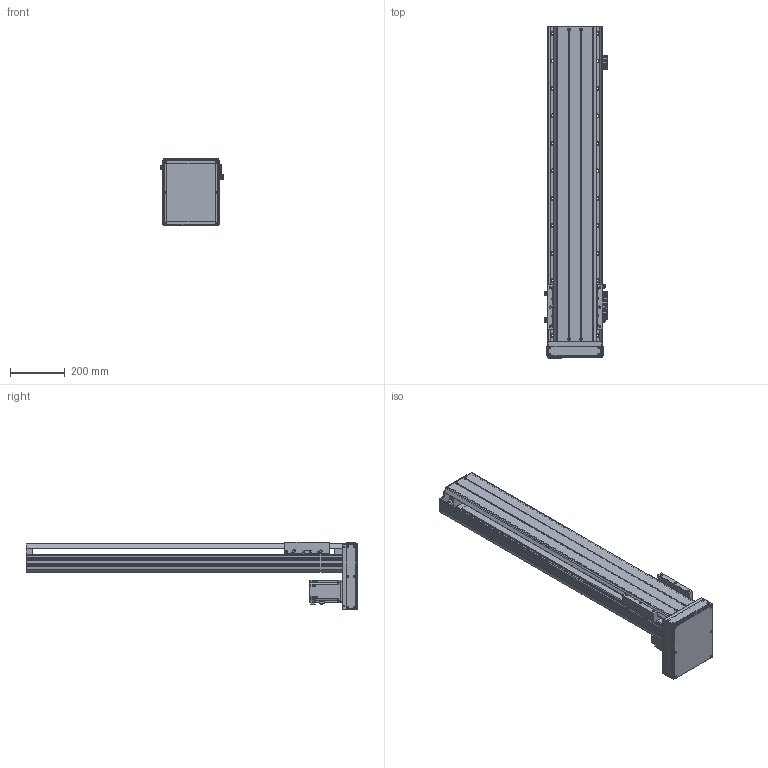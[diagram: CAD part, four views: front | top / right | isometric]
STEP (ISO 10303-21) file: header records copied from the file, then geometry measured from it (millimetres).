
FILE_DESCRIPTION(/* description */ ('MANUFACTURE'),/* implementation_level */ '2;1');
FILE_NAME(/* name */ 'HG200-D70-N-0900-R10.stp',/* time_stamp */ '2024-04-05T12:58:02+09:00',/* author */ ('User'),/* organization */ (''),/* preprocessor_version */ 'ST-DEVELOPER v18.1',/* originating_system */ 'Autodesk Inventor 2022',/* authorisation */ 'LIP');
FILE_SCHEMA (('AUTOMOTIVE_DESIGN { 1 0 10303 214 3 1 1 }'));
Length unit declared in the file: millimetre
Products named in the file (21): HG200-D70-N-0500-R10 (간소화); HR200 S BASE-개선; HR180 FRONT BLOCK; HR180 FRONT BLOCK_1; HR200 FRONT COVER; HR200 SENSOR DOG; HR200 S UPCOVER; HR200 TABLE (W,N); 750W MOTOR PLATE; hg-kr73_; 화살표; hsr_ftht_A-M6F_grease_nipple_joint; NIPPLE CAP(신규); HG200 BOTTOM COVER; SENSOR BRK(EE-SX674A); EE_SX674A; HG200DMOTORPLATE01; HG200 D BELT COVER; HG200DACRYLCOVER001; HG200DACRYLCOVER003; HG200DACRYLCOVER002
Assembly tree (34 placements, depth 2):
  HG200-D70-N-0500-R10 (간소화)
    HR200 S BASE-개선
    HR180 FRONT BLOCK
    HR180 FRONT BLOCK_1
    HR200 FRONT COVER
    HR200 SENSOR DOG
    SENSOR BRK(EE-SX674A)  x3
    EE_SX674A  x3
    HR200 S UPCOVER
    HR200 TABLE (W,N)
    750W MOTOR PLATE
    hg-kr73_
    화살표  x2
    hsr_ftht_A-M6F_grease_nipple_joint  x5
    NIPPLE CAP(신규)  x5
    HG200 BOTTOM COVER
    HG200DMOTORPLATE01
    HG200 D BELT COVER
    HG200DACRYLCOVER001
    HG200DACRYLCOVER002  x2
    HG200DACRYLCOVER003
Bounding box: 230.96 x 1208 x 246 mm (x, y, z)
Volume: 8360096 mm3; surface area: 2243740.7 mm2
Topology: 34 solids, 34 shells, 2161 faces, 6064 edges, 3974 vertices
Faces by surface type: plane 992, cylinder 858, cone 217, sphere 44, torus 30, bspline 20
Full cylindrical faces by diameter (mm): 2.459 x52, 3 x10, 3.242 x18, 3.4 x22, 3.5 x6, 4 x2, 4.134 x10, 4.5 x18, 4.917 x26, 5 x22, 5.5 x5, 5.6 x5, 5.9 x4, 6 x9, 6.5 x10, 6.6 x24, 6.647 x34, 7 x4, 7.6 x4, 8 x5, 9 x36, 11 x24, 14 x24, 19 x1, 25 x1, 27 x1, 30 x1, 32 x1, 38 x1, 42 x2
Entity records: 56379 total; most frequent: CARTESIAN_POINT 11989, DIRECTION 9022, ORIENTED_EDGE 8836, EDGE_CURVE 4418, AXIS2_PLACEMENT_3D 3230, VERTEX_POINT 2952, LINE 2562, VECTOR 2562
